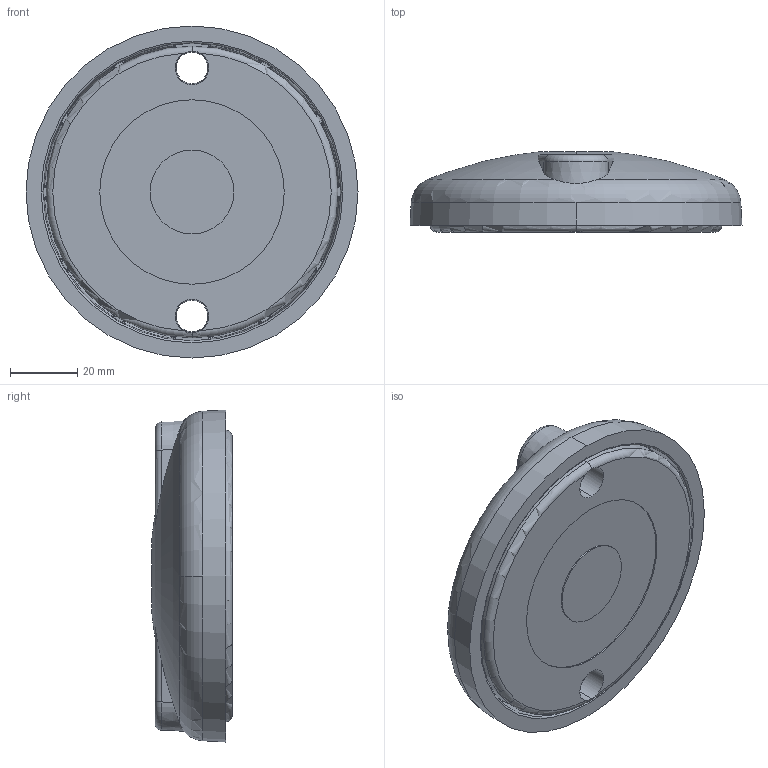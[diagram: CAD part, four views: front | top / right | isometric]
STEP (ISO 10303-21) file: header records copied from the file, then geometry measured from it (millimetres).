
FILE_DESCRIPTION (( 'STEP AP214' ), '1' );
FILE_NAME ('098c100kbg.STEP', '2014-09-09T13:43:30', ( '' ), ( '' ), 'SwSTEP 2.0', 'SolidWorks 2014', '' );
FILE_SCHEMA (( 'AUTOMOTIVE_DESIGN' ));
Length unit declared in the file: inch
Products named in the file (1): 098c100kbg
Bounding box: 99 x 24 x 99 mm (x, y, z)
Volume: 102605.4 mm3; surface area: 46417.5 mm2
Topology: 2 solids, 2 shells, 805 faces, 1953 edges, 1136 vertices
Faces by surface type: bspline 325, torus 182, sphere 95, cylinder 72, cone 66, plane 65
Entity records: 45814 total; most frequent: CARTESIAN_POINT 19415, ORIENTED_EDGE 3778, DIRECTION 2810, EDGE_CURVE 1889, AXIS2_PLACEMENT_3D 1291, VERTEX_POINT 1094, B_SPLINE_CURVE_WITH_KNOTS 824, EDGE_LOOP 819
